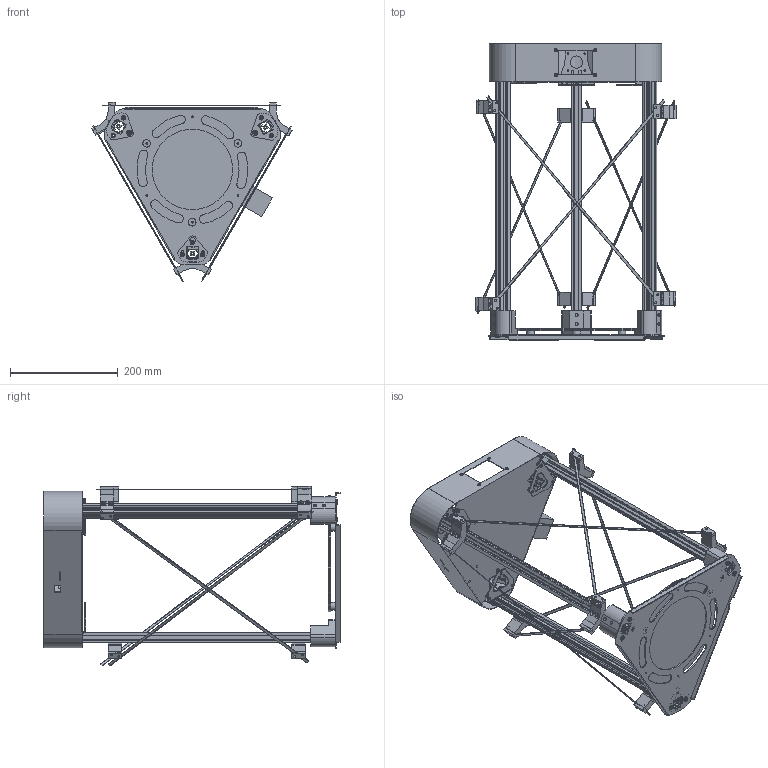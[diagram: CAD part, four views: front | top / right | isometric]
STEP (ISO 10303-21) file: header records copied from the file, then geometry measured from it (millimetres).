
FILE_DESCRIPTION(/* description */ (''),/* implementation_level */ '2;1');
FILE_NAME(/* name */ 'Reinforcement v14.step',/* time_stamp */ '2022-06-15T03:32:58-07:00',/* author */ (''),/* organization */ (''),/* preprocessor_version */ 'ST-DEVELOPER v19',/* originating_system */ 'Autodesk Translation Framework v11.7.0.108',/* authorisation */ '');
FILE_SCHEMA (('AUTOMOTIVE_DESIGN { 1 0 10303 214 3 1 1 }'));
Products named in the file (17): Reinforcement; Q5 R2 v48; 2020 Extrusion v2; 489mm 2020; 2020 Extrusion v2 (1); 489mm 2020 (1); 2020 Extrusion v2 (2); 489mm 2020 (2);  base plate; bed; top; Top Tower mount v5 (1); Top Tower mount v5 (2); Top Tower mount v5; Bottom Tower support heavy duty R2 v5; cross  brace; carbon fiber strip 1x5x500MM
Assembly tree (28 placements, depth 4):
  Reinforcement
    Q5 R2 v48
      2020 Extrusion v2
        489mm 2020
      2020 Extrusion v2 (1)
        489mm 2020 (1)
      2020 Extrusion v2 (2)
        489mm 2020 (2)
       base plate
        bed
      top
        Top Tower mount v5 (1)
        Top Tower mount v5 (2)
        Top Tower mount v5
      Bottom Tower support heavy duty R2 v5
    Bottom Tower support heavy duty R2 v5  x2
    carbon fiber strip 1x5x500MM  x6
    cross  brace  x6
Bounding box: 370.62 x 548.36 x 332.61 mm (x, y, z)
Volume: 1061057.4 mm3; surface area: 903016.5 mm2
Topology: 44 solids, 44 shells, 1772 faces, 4845 edges, 3217 vertices
Faces by surface type: plane 855, cylinder 843, bspline 42, torus 20, cone 12
Full cylindrical faces by diameter (mm): 1.623 x12, 2.074 x6, 2.529 x4, 3 x31, 3.2 x19, 3.3 x6, 3.332 x45, 3.8 x24, 4 x6, 4.109 x13, 4.11 x2, 4.2 x143, 4.4 x24, 4.6 x6, 4.8 x9, 5.1 x3, 5.25 x6, 5.45 x12, 5.5 x4, 5.6 x4, 5.7 x12, 7.8 x6, 8 x21, 8.3 x3, 8.4 x6, 9 x12, 9.8 x1, 10 x3, 14 x3, 22.7 x1
Entity records: 62074 total; most frequent: CARTESIAN_POINT 27095, ORIENTED_EDGE 7278, DIRECTION 6791, EDGE_CURVE 3639, AXIS2_PLACEMENT_3D 2439, VERTEX_POINT 2419, LINE 1913, VECTOR 1913
